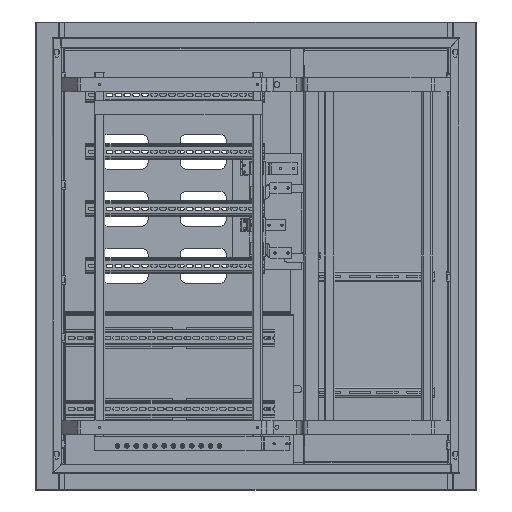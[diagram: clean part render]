
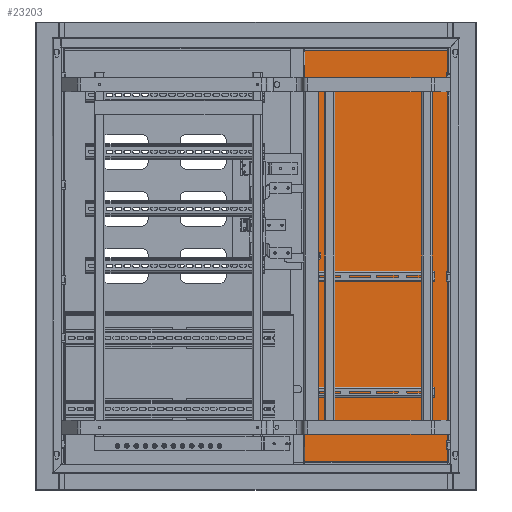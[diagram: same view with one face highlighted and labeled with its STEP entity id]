
A CAD part, left-side view. The second image highlights one B-rep face of the part: STEP entity #23203.
In plain terms, the highlighted face is planar.
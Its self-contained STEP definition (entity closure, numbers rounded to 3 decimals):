
#834 = VECTOR ( 'NONE', #35252, 1000. ) ;
#1014 = CARTESIAN_POINT ( 'NONE',  ( -130.5, 451.5, -1. ) ) ;
#2038 = CIRCLE ( 'NONE', #72878, 9.25 ) ;
#4446 = ORIENTED_EDGE ( 'NONE', *, *, #34011, .F. ) ;
#4671 = VECTOR ( 'NONE', #59518, 1000. ) ;
#6772 = VECTOR ( 'NONE', #38878, 1000. ) ;
#9376 = LINE ( 'NONE', #74334, #6772 ) ;
#11162 = VERTEX_POINT ( 'NONE', #17502 ) ;
#11585 = LINE ( 'NONE', #41111, #834 ) ;
#13085 = EDGE_CURVE ( 'NONE', #17641, #58745, #70059, .T. ) ;
#13601 = EDGE_CURVE ( 'NONE', #11162, #17641, #2038, .T. ) ;
#13805 = EDGE_CURVE ( 'NONE', #18276, #73699, #28521, .T. ) ;
#15742 = VECTOR ( 'NONE', #51475, 1000. ) ;
#16566 = LINE ( 'NONE', #74937, #63976 ) ;
#17170 = CARTESIAN_POINT ( 'NONE',  ( -139., 455.149, -1. ) ) ;
#17259 = CARTESIAN_POINT ( 'NONE',  ( -161.7, 900.7, -1. ) ) ;
#17310 = CARTESIAN_POINT ( 'NONE',  ( -122., 447.851, -1. ) ) ;
#17502 = CARTESIAN_POINT ( 'NONE',  ( -122., 455.149, -1. ) ) ;
#17641 = VERTEX_POINT ( 'NONE', #17170 ) ;
#18276 = VERTEX_POINT ( 'NONE', #31676 ) ;
#23203 = ADVANCED_FACE ( 'NONE', ( #46782, #58501 ), #27746, .F. ) ;
#25289 = DIRECTION ( 'NONE',  ( 0., 0., 1. ) ) ;
#25892 = ORIENTED_EDGE ( 'NONE', *, *, #13805, .F. ) ;
#27663 = CIRCLE ( 'NONE', #42585, 9.25 ) ;
#27746 = PLANE ( 'NONE',  #59682 ) ;
#28128 = DIRECTION ( 'NONE',  ( 0., 0., 1. ) ) ;
#28155 = ORIENTED_EDGE ( 'NONE', *, *, #52163, .T. ) ;
#28344 = CARTESIAN_POINT ( 'NONE',  ( -122., 455.149, -1. ) ) ;
#28521 = LINE ( 'NONE', #63545, #15742 ) ;
#29735 = ORIENTED_EDGE ( 'NONE', *, *, #13601, .T. ) ;
#31676 = CARTESIAN_POINT ( 'NONE',  ( 161.7, 2.3, -1. ) ) ;
#33582 = CARTESIAN_POINT ( 'NONE',  ( 0., 0., -1. ) ) ;
#34011 = EDGE_CURVE ( 'NONE', #38273, #18276, #11585, .T. ) ;
#34516 = CARTESIAN_POINT ( 'NONE',  ( -161.7, 2.3, -1. ) ) ;
#35252 = DIRECTION ( 'NONE',  ( 1., 0., 0. ) ) ;
#36226 = ORIENTED_EDGE ( 'NONE', *, *, #71374, .F. ) ;
#38273 = VERTEX_POINT ( 'NONE', #34516 ) ;
#38878 = DIRECTION ( 'NONE',  ( -1., 0., 0. ) ) ;
#39218 = LINE ( 'NONE', #28344, #46268 ) ;
#39857 = EDGE_CURVE ( 'NONE', #61233, #38273, #16566, .T. ) ;
#40175 = DIRECTION ( 'NONE',  ( 1., 0., 0. ) ) ;
#41064 = CARTESIAN_POINT ( 'NONE',  ( -139., 447.851, -1. ) ) ;
#41111 = CARTESIAN_POINT ( 'NONE',  ( -161.7, 2.3, -1. ) ) ;
#42585 = AXIS2_PLACEMENT_3D ( 'NONE', #73922, #25289, #72767 ) ;
#46268 = VECTOR ( 'NONE', #62605, 1000. ) ;
#46782 = FACE_BOUND ( 'NONE', #59806, .T. ) ;
#51475 = DIRECTION ( 'NONE',  ( 0., 1., 0. ) ) ;
#52163 = EDGE_CURVE ( 'NONE', #72457, #11162, #39218, .T. ) ;
#52188 = ORIENTED_EDGE ( 'NONE', *, *, #13085, .T. ) ;
#52524 = CARTESIAN_POINT ( 'NONE',  ( -139., 455.149, -1. ) ) ;
#58501 = FACE_OUTER_BOUND ( 'NONE', #67616, .T. ) ;
#58745 = VERTEX_POINT ( 'NONE', #41064 ) ;
#59445 = ORIENTED_EDGE ( 'NONE', *, *, #69851, .T. ) ;
#59518 = DIRECTION ( 'NONE',  ( 0., -1., 0. ) ) ;
#59682 = AXIS2_PLACEMENT_3D ( 'NONE', #33582, #28128, #40175 ) ;
#59806 = EDGE_LOOP ( 'NONE', ( #52188, #59445, #28155, #29735 ) ) ;
#61233 = VERTEX_POINT ( 'NONE', #17259 ) ;
#62605 = DIRECTION ( 'NONE',  ( 0., 1., 0. ) ) ;
#63545 = CARTESIAN_POINT ( 'NONE',  ( 161.7, 2.3, -1. ) ) ;
#63976 = VECTOR ( 'NONE', #63989, 1000. ) ;
#63989 = DIRECTION ( 'NONE',  ( 0., -1., 0. ) ) ;
#64802 = DIRECTION ( 'NONE',  ( 1., 0., 0. ) ) ;
#67616 = EDGE_LOOP ( 'NONE', ( #25892, #4446, #75104, #36226 ) ) ;
#69851 = EDGE_CURVE ( 'NONE', #58745, #72457, #27663, .T. ) ;
#70059 = LINE ( 'NONE', #52524, #4671 ) ;
#70634 = DIRECTION ( 'NONE',  ( 0., 0., 1. ) ) ;
#71374 = EDGE_CURVE ( 'NONE', #73699, #61233, #9376, .T. ) ;
#72162 = CARTESIAN_POINT ( 'NONE',  ( 161.7, 900.7, -1. ) ) ;
#72457 = VERTEX_POINT ( 'NONE', #17310 ) ;
#72767 = DIRECTION ( 'NONE',  ( 1., 0., 0. ) ) ;
#72878 = AXIS2_PLACEMENT_3D ( 'NONE', #1014, #70634, #64802 ) ;
#73699 = VERTEX_POINT ( 'NONE', #72162 ) ;
#73922 = CARTESIAN_POINT ( 'NONE',  ( -130.5, 451.5, -1. ) ) ;
#74334 = CARTESIAN_POINT ( 'NONE',  ( 164., 900.7, -1. ) ) ;
#74937 = CARTESIAN_POINT ( 'NONE',  ( -161.7, 903., -1. ) ) ;
#75104 = ORIENTED_EDGE ( 'NONE', *, *, #39857, .F. ) ;
